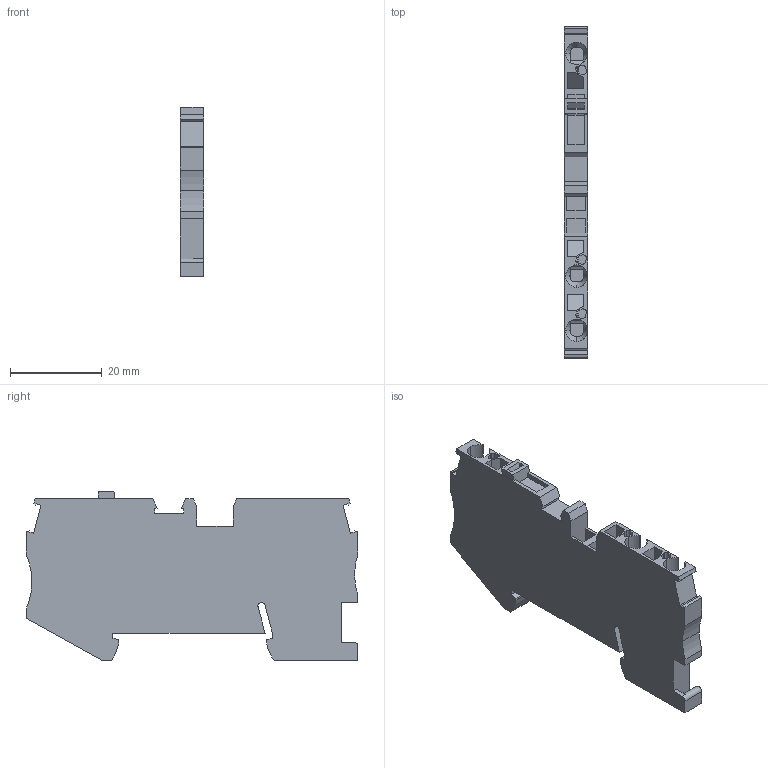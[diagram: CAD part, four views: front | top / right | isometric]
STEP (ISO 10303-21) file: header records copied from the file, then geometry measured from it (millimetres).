
FILE_DESCRIPTION(('STEP AP214'),'1');
FILE_NAME('cctmp_34D1B5FC-AF3A-4748-B1B5-B2F23A0C9546_2023_07_24_21_36_18_0213..stp','2023-07-24T19:36:18',('SIEMENS A&D'),('CADClick - www.CADClick.com'),'Spatial InterOp 3D postprocessed',' ','unknown authorization');
FILE_SCHEMA(('AUTOMOTIVE_DESIGN'));
Length unit declared in the file: millimetre
Products named in the file (1): 2023_07_24_21_36_18_0197
Bounding box: 5.15 x 72.2 x 36.85 mm (x, y, z)
Volume: 9524.4 mm3; surface area: 7104.3 mm2
Topology: 1 solids, 1 shells, 248 faces, 693 edges, 455 vertices
Faces by surface type: plane 179, cylinder 51, cone 18
Entity records: 10507 total; most frequent: CARTESIAN_POINT 3332, ORIENTED_EDGE 1386, DIRECTION 1259, EDGE_CURVE 693, LINE 539, VECTOR 539, VERTEX_POINT 455, AXIS2_PLACEMENT_3D 360
